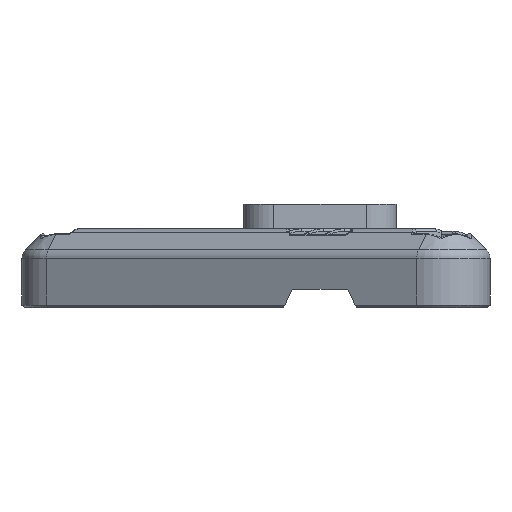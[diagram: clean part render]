
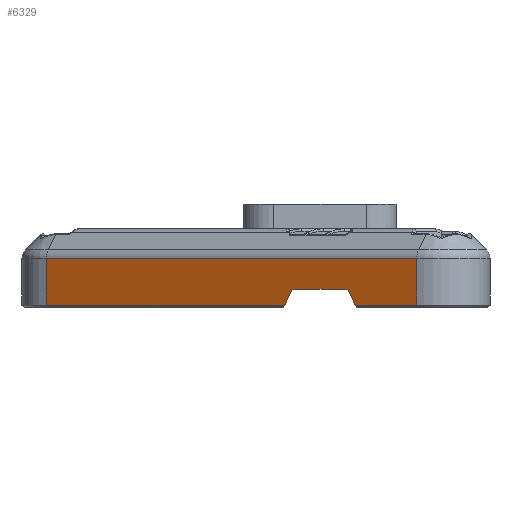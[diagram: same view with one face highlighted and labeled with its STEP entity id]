
A CAD part, front view. The second image highlights one B-rep face of the part: STEP entity #6329.
In plain terms, the highlighted planar face has unit normal (-0.499, -0.866, 0).
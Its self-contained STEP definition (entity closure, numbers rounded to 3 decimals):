
#2 = VECTOR ( 'NONE', #5896, 1000. ) ;
#606 = DIRECTION ( 'NONE',  ( 0.433, -0.25, -0.866 ) ) ;
#938 = VECTOR ( 'NONE', #3021, 1000. ) ;
#954 = DIRECTION ( 'NONE',  ( 0., 0., -1. ) ) ;
#1112 = CARTESIAN_POINT ( 'NONE',  ( -3.995, -42.431, 12.9 ) ) ;
#1632 = EDGE_LOOP ( 'NONE', ( #4239, #15352, #8987, #14566, #3288, #9871, #15105, #15423 ) ) ;
#1703 = VERTEX_POINT ( 'NONE', #1981 ) ;
#1800 = EDGE_CURVE ( 'NONE', #13843, #4375, #10787, .T. ) ;
#1981 = CARTESIAN_POINT ( 'NONE',  ( -3.995, -42.431, 8.072 ) ) ;
#2116 = CARTESIAN_POINT ( 'NONE',  ( -15.325, -35.901, 3. ) ) ;
#2213 = LINE ( 'NONE', #1112, #10959 ) ;
#2553 = LINE ( 'NONE', #7626, #5518 ) ;
#2650 = EDGE_CURVE ( 'NONE', #13272, #5012, #4765, .T. ) ;
#3021 = DIRECTION ( 'NONE',  ( 0.866, -0.499, 0. ) ) ;
#3226 = FACE_OUTER_BOUND ( 'NONE', #1632, .T. ) ;
#3288 = ORIENTED_EDGE ( 'NONE', *, *, #1800, .T. ) ;
#3443 = CARTESIAN_POINT ( 'NONE',  ( -64.595, -7.506, 3. ) ) ;
#4201 = VECTOR ( 'NONE', #4359, 1000. ) ;
#4239 = ORIENTED_EDGE ( 'NONE', *, *, #8809, .T. ) ;
#4359 = DIRECTION ( 'NONE',  ( 0.866, -0.499, 0. ) ) ;
#4375 = VERTEX_POINT ( 'NONE', #7571 ) ;
#4765 = LINE ( 'NONE', #3443, #2 ) ;
#5012 = VERTEX_POINT ( 'NONE', #2116 ) ;
#5178 = LINE ( 'NONE', #9180, #12638 ) ;
#5518 = VECTOR ( 'NONE', #8594, 1000. ) ;
#5714 = AXIS2_PLACEMENT_3D ( 'NONE', #7914, #14283, #6719 ) ;
#5786 = CARTESIAN_POINT ( 'NONE',  ( -3.995, -42.431, 0.4 ) ) ;
#5896 = DIRECTION ( 'NONE',  ( 0.866, -0.499, 0. ) ) ;
#6329 = ADVANCED_FACE ( 'NONE', ( #3226 ), #14037, .F. ) ;
#6719 = DIRECTION ( 'NONE',  ( -0.866, 0.499, 0. ) ) ;
#6890 = CARTESIAN_POINT ( 'NONE',  ( -24.325, -30.714, 3. ) ) ;
#6998 = EDGE_CURVE ( 'NONE', #4375, #8256, #13994, .T. ) ;
#7115 = EDGE_CURVE ( 'NONE', #15283, #14724, #12873, .T. ) ;
#7480 = DIRECTION ( 'NONE',  ( 0.433, -0.25, 0.866 ) ) ;
#7571 = CARTESIAN_POINT ( 'NONE',  ( -64.595, -7.506, 0.4 ) ) ;
#7626 = CARTESIAN_POINT ( 'NONE',  ( -64.595, -7.506, 8.072 ) ) ;
#7871 = CARTESIAN_POINT ( 'NONE',  ( -64.595, -7.506, 0.4 ) ) ;
#7914 = CARTESIAN_POINT ( 'NONE',  ( -64.595, -7.506, 12.9 ) ) ;
#8032 = CARTESIAN_POINT ( 'NONE',  ( -64.595, -7.506, 0.4 ) ) ;
#8256 = VERTEX_POINT ( 'NONE', #9530 ) ;
#8533 = CARTESIAN_POINT ( 'NONE',  ( -30.672, -27.056, -9.695 ) ) ;
#8594 = DIRECTION ( 'NONE',  ( -0.866, 0.499, 0. ) ) ;
#8809 = EDGE_CURVE ( 'NONE', #5012, #15283, #5178, .T. ) ;
#8987 = ORIENTED_EDGE ( 'NONE', *, *, #14166, .F. ) ;
#9180 = CARTESIAN_POINT ( 'NONE',  ( -31.348, -26.667, 35.045 ) ) ;
#9530 = CARTESIAN_POINT ( 'NONE',  ( -25.625, -29.965, 0.4 ) ) ;
#9637 = LINE ( 'NONE', #8533, #13213 ) ;
#9750 = DIRECTION ( 'NONE',  ( 0., 0., -1. ) ) ;
#9871 = ORIENTED_EDGE ( 'NONE', *, *, #6998, .T. ) ;
#9924 = EDGE_CURVE ( 'NONE', #1703, #13843, #2553, .T. ) ;
#10787 = LINE ( 'NONE', #13328, #14728 ) ;
#10959 = VECTOR ( 'NONE', #954, 1000. ) ;
#12040 = EDGE_CURVE ( 'NONE', #8256, #13272, #9637, .T. ) ;
#12229 = CARTESIAN_POINT ( 'NONE',  ( -14.025, -36.651, 0.4 ) ) ;
#12638 = VECTOR ( 'NONE', #606, 1000. ) ;
#12873 = LINE ( 'NONE', #8032, #4201 ) ;
#13213 = VECTOR ( 'NONE', #7480, 1000. ) ;
#13272 = VERTEX_POINT ( 'NONE', #6890 ) ;
#13328 = CARTESIAN_POINT ( 'NONE',  ( -64.595, -7.506, 12.9 ) ) ;
#13843 = VERTEX_POINT ( 'NONE', #13925 ) ;
#13925 = CARTESIAN_POINT ( 'NONE',  ( -64.595, -7.506, 8.072 ) ) ;
#13994 = LINE ( 'NONE', #7871, #938 ) ;
#14037 = PLANE ( 'NONE',  #5714 ) ;
#14166 = EDGE_CURVE ( 'NONE', #1703, #14724, #2213, .T. ) ;
#14283 = DIRECTION ( 'NONE',  ( 0.499, 0.866, 0. ) ) ;
#14566 = ORIENTED_EDGE ( 'NONE', *, *, #9924, .T. ) ;
#14724 = VERTEX_POINT ( 'NONE', #5786 ) ;
#14728 = VECTOR ( 'NONE', #9750, 1000. ) ;
#15105 = ORIENTED_EDGE ( 'NONE', *, *, #12040, .T. ) ;
#15283 = VERTEX_POINT ( 'NONE', #12229 ) ;
#15352 = ORIENTED_EDGE ( 'NONE', *, *, #7115, .T. ) ;
#15423 = ORIENTED_EDGE ( 'NONE', *, *, #2650, .T. ) ;
